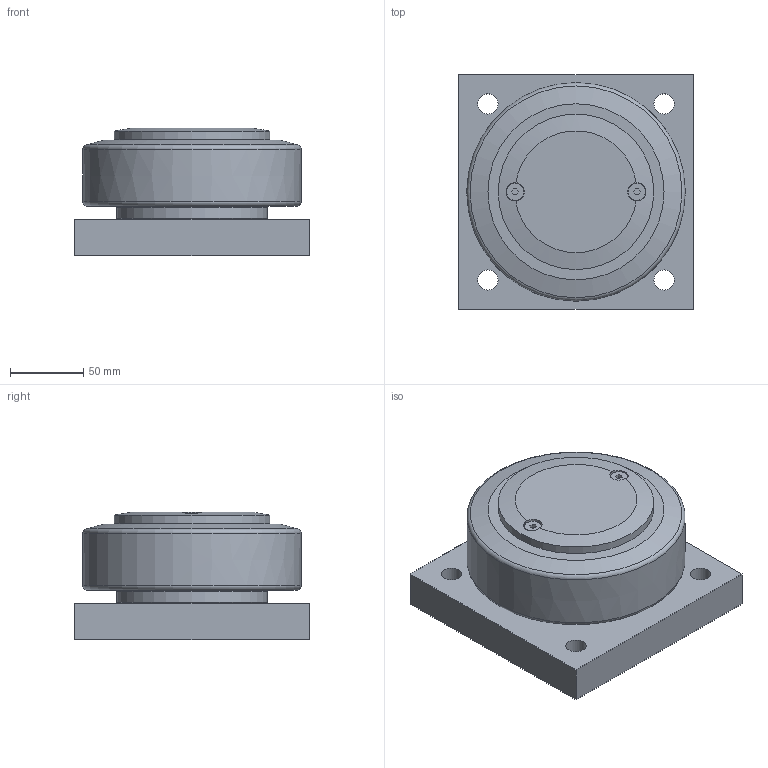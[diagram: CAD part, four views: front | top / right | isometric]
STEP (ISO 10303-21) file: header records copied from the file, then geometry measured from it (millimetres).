
FILE_DESCRIPTION(/* description */ ('-','CAx-IF Rec.Pracs.---Representation and Presentation of Product Manufacturing Information (PMI)---4.0---2014-10-13'),/* implementation_level */ '2;1');
FILE_NAME(/* name */ 'dd244321-3ed9-4338-bfc6-81ee47dc4b71.stp',/* time_stamp */ '2020-04-01T16:09:15+02:00',/* author */ ('-'),/* organization */ ('NTI CADcenter A/S'),/* preprocessor_version */ 'ST-DEVELOPER v18',/* originating_system */ 'Autodesk Inventor 2020',/* authorisation */ '-');
FILE_SCHEMA (('AP242_MANAGED_MODEL_BASED_3D_ENGINEERING_MIM_LF { 1 0 10303 442 1 1 4 }'));
Length unit declared in the file: millimetre
Products named in the file (1): HTR 150.0360 BQ1000_Kontur
Bounding box: 160 x 160 x 87 mm (x, y, z)
Volume: 1536106.7 mm3; surface area: 114400.6 mm2
Topology: 1 solids, 1 shells, 48 faces, 128 edges, 89 vertices
Faces by surface type: plane 27, cylinder 12, cone 6, torus 2, bspline 1
Full cylindrical faces by diameter (mm): 11.7 x2, 12.4 x2, 13.835 x4, 101.2 x1, 101.4 x1, 103 x1, 106 x1
Entity records: 1649 total; most frequent: CARTESIAN_POINT 332, DIRECTION 278, ORIENTED_EDGE 256, EDGE_CURVE 128, AXIS2_PLACEMENT_3D 106, VERTEX_POINT 89, LINE 66, VECTOR 66
